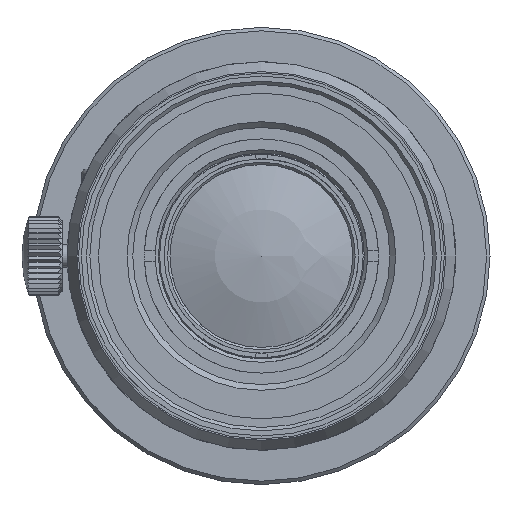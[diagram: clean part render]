
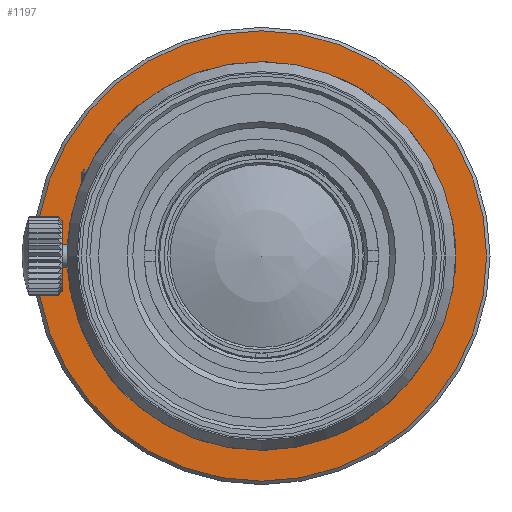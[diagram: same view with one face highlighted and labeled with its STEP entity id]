
A CAD part, left-side view. The second image highlights one B-rep face of the part: STEP entity #1197.
In plain terms, the highlighted planar face has unit normal (-1, 0, 0).
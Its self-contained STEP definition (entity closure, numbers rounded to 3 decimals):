
#314=PLANE('',#11967);
#1197=ADVANCED_FACE('',(#3153,#3154,#3155),#314,.F.);
#1726=CIRCLE('',#11825,19.7);
#1807=CIRCLE('',#11955,16.7);
#1808=CIRCLE('',#11957,12.);
#1809=CIRCLE('',#11958,14.);
#1810=CIRCLE('',#11959,2.5);
#1811=CIRCLE('',#11960,14.);
#1812=CIRCLE('',#11961,14.);
#1813=CIRCLE('',#11962,2.5);
#1814=CIRCLE('',#11963,14.);
#1815=CIRCLE('',#11964,2.5);
#1816=CIRCLE('',#11965,14.);
#1817=CIRCLE('',#11966,2.5);
#2235=LINE('',#20888,#2695);
#2236=LINE('',#20889,#2696);
#2695=VECTOR('',#13663,1.);
#2696=VECTOR('',#13664,1.);
#3153=FACE_BOUND('',#3817,.T.);
#3154=FACE_BOUND('',#3818,.T.);
#3155=FACE_BOUND('',#3819,.T.);
#3817=EDGE_LOOP('',(#6505));
#3818=EDGE_LOOP('',(#6506));
#3819=EDGE_LOOP('',(#6507,#6508,#6509,#6510,#6511,#6512,#6513,#6514,#6515,
#6516,#6517,#6518));
#6505=ORIENTED_EDGE('',*,*,#10146,.F.);
#6506=ORIENTED_EDGE('',*,*,#9972,.T.);
#6507=ORIENTED_EDGE('',*,*,#10147,.F.);
#6508=ORIENTED_EDGE('',*,*,#10148,.T.);
#6509=ORIENTED_EDGE('',*,*,#10149,.F.);
#6510=ORIENTED_EDGE('',*,*,#10150,.F.);
#6511=ORIENTED_EDGE('',*,*,#10144,.T.);
#6512=ORIENTED_EDGE('',*,*,#10151,.T.);
#6513=ORIENTED_EDGE('',*,*,#10152,.F.);
#6514=ORIENTED_EDGE('',*,*,#10153,.T.);
#6515=ORIENTED_EDGE('',*,*,#10154,.F.);
#6516=ORIENTED_EDGE('',*,*,#10155,.T.);
#6517=ORIENTED_EDGE('',*,*,#10156,.F.);
#6518=ORIENTED_EDGE('',*,*,#10157,.T.);
#8446=VERTEX_POINT('',#20433);
#8574=VERTEX_POINT('',#20871);
#8575=VERTEX_POINT('',#20873);
#8576=VERTEX_POINT('',#20880);
#8577=VERTEX_POINT('',#20882);
#8578=VERTEX_POINT('',#20883);
#8579=VERTEX_POINT('',#20885);
#8580=VERTEX_POINT('',#20887);
#8581=VERTEX_POINT('',#20890);
#8582=VERTEX_POINT('',#20892);
#8583=VERTEX_POINT('',#20894);
#8584=VERTEX_POINT('',#20896);
#8585=VERTEX_POINT('',#20898);
#8586=VERTEX_POINT('',#20900);
#9972=EDGE_CURVE('',#8446,#8446,#1726,.T.);
#10144=EDGE_CURVE('',#8575,#8574,#1807,.T.);
#10146=EDGE_CURVE('',#8576,#8576,#1808,.T.);
#10147=EDGE_CURVE('',#8577,#8578,#1809,.T.);
#10148=EDGE_CURVE('',#8577,#8579,#1810,.T.);
#10149=EDGE_CURVE('',#8580,#8579,#1811,.T.);
#10150=EDGE_CURVE('',#8575,#8580,#2235,.T.);
#10151=EDGE_CURVE('',#8574,#8581,#2236,.T.);
#10152=EDGE_CURVE('',#8582,#8581,#1812,.T.);
#10153=EDGE_CURVE('',#8582,#8583,#1813,.T.);
#10154=EDGE_CURVE('',#8584,#8583,#1814,.T.);
#10155=EDGE_CURVE('',#8584,#8585,#1815,.T.);
#10156=EDGE_CURVE('',#8586,#8585,#1816,.T.);
#10157=EDGE_CURVE('',#8586,#8578,#1817,.T.);
#11825=AXIS2_PLACEMENT_3D('',#20432,#13328,#13329);
#11955=AXIS2_PLACEMENT_3D('',#20872,#13651,#13652);
#11957=AXIS2_PLACEMENT_3D('',#20879,#13655,#13656);
#11958=AXIS2_PLACEMENT_3D('',#20881,#13657,#13658);
#11959=AXIS2_PLACEMENT_3D('',#20884,#13659,#13660);
#11960=AXIS2_PLACEMENT_3D('',#20886,#13661,#13662);
#11961=AXIS2_PLACEMENT_3D('',#20891,#13665,#13666);
#11962=AXIS2_PLACEMENT_3D('',#20893,#13667,#13668);
#11963=AXIS2_PLACEMENT_3D('',#20895,#13669,#13670);
#11964=AXIS2_PLACEMENT_3D('',#20897,#13671,#13672);
#11965=AXIS2_PLACEMENT_3D('',#20899,#13673,#13674);
#11966=AXIS2_PLACEMENT_3D('',#20901,#13675,#13676);
#11967=AXIS2_PLACEMENT_3D('',#20902,#13677,#13678);
#13328=DIRECTION('',(-1.,0.,0.));
#13329=DIRECTION('',(0.,0.,1.));
#13651=DIRECTION('',(1.,0.,0.));
#13652=DIRECTION('',(0.,0.,-1.));
#13655=DIRECTION('',(-1.,0.,0.));
#13656=DIRECTION('',(0.,0.,1.));
#13657=DIRECTION('',(1.,0.,0.));
#13658=DIRECTION('',(0.,0.,-1.));
#13659=DIRECTION('',(-1.,0.,0.));
#13660=DIRECTION('',(0.,1.,0.));
#13661=DIRECTION('',(1.,0.,0.));
#13662=DIRECTION('',(0.,0.,-1.));
#13663=DIRECTION('',(0.,-1.,0.));
#13664=DIRECTION('',(0.,-1.,0.));
#13665=DIRECTION('',(1.,0.,0.));
#13666=DIRECTION('',(0.,0.,-1.));
#13667=DIRECTION('',(-1.,0.,0.));
#13668=DIRECTION('',(0.,-0.809,0.588));
#13669=DIRECTION('',(1.,0.,0.));
#13670=DIRECTION('',(0.,0.,-1.));
#13671=DIRECTION('',(-1.,0.,0.));
#13672=DIRECTION('',(0.,-0.809,-0.588));
#13673=DIRECTION('',(1.,0.,0.));
#13674=DIRECTION('',(0.,0.,-1.));
#13675=DIRECTION('',(-1.,0.,0.));
#13676=DIRECTION('',(0.,0.309,-0.951));
#13677=DIRECTION('',(1.,0.,0.));
#13678=DIRECTION('',(0.,0.,-1.));
#20432=CARTESIAN_POINT('',(-21.52,0.,0.));
#20433=CARTESIAN_POINT('',(-21.52,0.,19.7));
#20871=CARTESIAN_POINT('',(-21.52,16.683,-0.75));
#20872=CARTESIAN_POINT('',(-21.52,0.,0.));
#20873=CARTESIAN_POINT('',(-21.52,16.683,0.75));
#20879=CARTESIAN_POINT('',(-21.52,0.,0.));
#20880=CARTESIAN_POINT('',(-21.52,0.,12.));
#20881=CARTESIAN_POINT('',(-21.52,0.,0.));
#20882=CARTESIAN_POINT('',(-21.52,2.011,13.855));
#20883=CARTESIAN_POINT('',(-21.52,-9.77,10.027));
#20884=CARTESIAN_POINT('',(-21.52,4.017,12.364));
#20885=CARTESIAN_POINT('',(-21.52,6.517,12.391));
#20886=CARTESIAN_POINT('',(-21.52,0.,0.));
#20887=CARTESIAN_POINT('',(-21.52,13.98,0.75));
#20888=CARTESIAN_POINT('',(-21.52,20.,0.75));
#20889=CARTESIAN_POINT('',(-21.52,20.,-0.75));
#20890=CARTESIAN_POINT('',(-21.52,13.98,-0.75));
#20891=CARTESIAN_POINT('',(-21.52,0.,0.));
#20892=CARTESIAN_POINT('',(-21.52,6.517,-12.391));
#20893=CARTESIAN_POINT('',(-21.52,4.017,-12.364));
#20894=CARTESIAN_POINT('',(-21.52,2.011,-13.855));
#20895=CARTESIAN_POINT('',(-21.52,0.,0.));
#20896=CARTESIAN_POINT('',(-21.52,-9.77,-10.027));
#20897=CARTESIAN_POINT('',(-21.52,-10.517,-7.641));
#20898=CARTESIAN_POINT('',(-21.52,-12.555,-6.194));
#20899=CARTESIAN_POINT('',(-21.52,0.,0.));
#20900=CARTESIAN_POINT('',(-21.52,-12.555,6.194));
#20901=CARTESIAN_POINT('',(-21.52,-10.517,7.641));
#20902=CARTESIAN_POINT('',(-21.52,19.7,0.));
